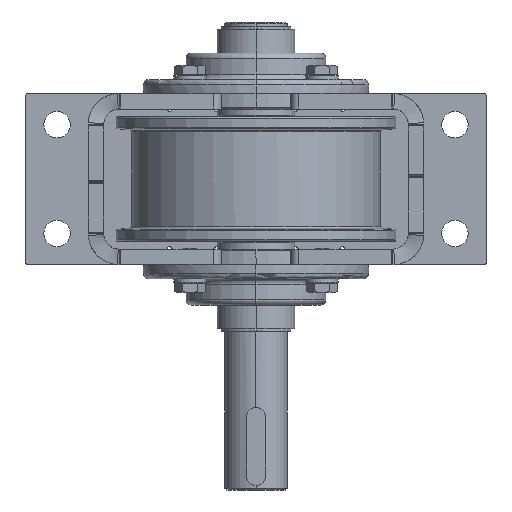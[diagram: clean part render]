
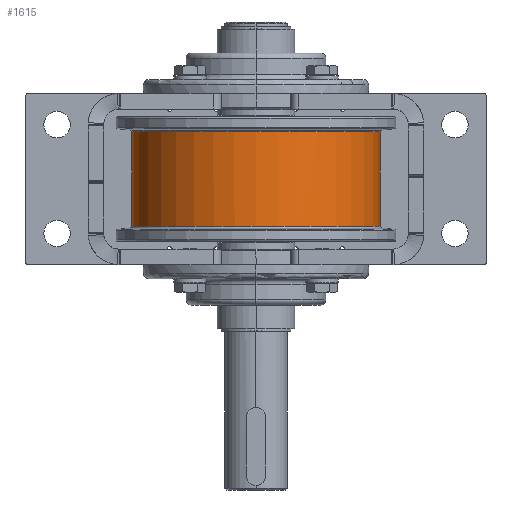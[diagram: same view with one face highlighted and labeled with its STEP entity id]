
A CAD part, front view. The second image highlights one B-rep face of the part: STEP entity #1615.
In plain terms, the highlighted cylindrical face has radius 80 mm (diameter 160 mm), a partial arc.
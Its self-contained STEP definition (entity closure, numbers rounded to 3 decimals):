
#1615=ADVANCED_FACE('',(#3440),#3441,.T.);
#3440=FACE_OUTER_BOUND('',#5949,.T.);
#3441=CYLINDRICAL_SURFACE('',#5950,80.0);
#5949=EDGE_LOOP('',(#11011,#11012,#11013,#11014,#11015,#11016));
#5950=AXIS2_PLACEMENT_3D('',#11017,#11018,#11019);
#11011=ORIENTED_EDGE('',*,*,#14382,.F.);
#11012=ORIENTED_EDGE('',*,*,#14390,.F.);
#11013=ORIENTED_EDGE('',*,*,#12668,.F.);
#11014=ORIENTED_EDGE('',*,*,#14381,.T.);
#11015=ORIENTED_EDGE('',*,*,#12671,.F.);
#11016=ORIENTED_EDGE('',*,*,#14388,.F.);
#11017=CARTESIAN_POINT('',(0.0,-100.0,44.0));
#11018=DIRECTION('',(-0.0,0.0,1.0));
#11019=DIRECTION('',(1.0,0.0,0.0));
#12668=EDGE_CURVE('',#15112,#15108,#15114,.T.);
#12671=EDGE_CURVE('',#15116,#15119,#15120,.T.);
#14381=EDGE_CURVE('',#15112,#15119,#17645,.T.);
#14382=EDGE_CURVE('',#15139,#15128,#17646,.T.);
#14388=EDGE_CURVE('',#15128,#15116,#17652,.T.);
#14390=EDGE_CURVE('',#15108,#15139,#17654,.T.);
#15108=VERTEX_POINT('',#18693);
#15112=VERTEX_POINT('',#18697);
#15114=CIRCLE('',#18699,80.0);
#15116=VERTEX_POINT('',#18701);
#15119=VERTEX_POINT('',#18704);
#15120=CIRCLE('',#18705,80.0);
#15128=VERTEX_POINT('',#18713);
#15139=VERTEX_POINT('',#18724);
#17645=LINE('',#22939,#22940);
#17646=LINE('',#22941,#22942);
#17652=CIRCLE('',#22948,80.0);
#17654=CIRCLE('',#22950,80.0);
#18693=CARTESIAN_POINT('',(-80.,-100.145,-30.5));
#18697=CARTESIAN_POINT('',(80.0,-100.0,-30.5));
#18699=AXIS2_PLACEMENT_3D('',#24372,#24373,#24374);
#18701=CARTESIAN_POINT('',(80.,-100.148,30.5));
#18704=CARTESIAN_POINT('',(80.0,-100.0,30.5));
#18705=AXIS2_PLACEMENT_3D('',#24378,#24379,#24380);
#18713=CARTESIAN_POINT('',(-80.0,-100.0,30.5));
#18724=CARTESIAN_POINT('',(-80.0,-100.0,-30.5));
#22939=CARTESIAN_POINT('',(80.0,-100.0,-30.5));
#22940=VECTOR('',#26665,60.999);
#22941=CARTESIAN_POINT('',(-80.0,-100.0,-30.5));
#22942=VECTOR('',#26666,60.999);
#22948=AXIS2_PLACEMENT_3D('',#26676,#26677,#26678);
#22950=AXIS2_PLACEMENT_3D('',#26679,#26680,#26681);
#24372=CARTESIAN_POINT('',(0.0,-100.0,-30.5));
#24373=DIRECTION('',(0.0,0.0,-1.0));
#24374=DIRECTION('',(1.0,0.0,0.0));
#24378=CARTESIAN_POINT('',(0.0,-100.0,30.5));
#24379=DIRECTION('',(0.0,0.0,1.0));
#24380=DIRECTION('',(-1.0,0.0,0.0));
#26665=DIRECTION('',(0.0,0.0,1.0));
#26666=DIRECTION('',(0.0,0.0,1.0));
#26676=CARTESIAN_POINT('',(0.0,-100.0,30.5));
#26677=DIRECTION('',(0.0,0.0,1.0));
#26678=DIRECTION('',(-1.0,0.0,0.0));
#26679=CARTESIAN_POINT('',(0.0,-100.0,-30.5));
#26680=DIRECTION('',(0.0,0.0,-1.0));
#26681=DIRECTION('',(1.0,0.0,0.0));
